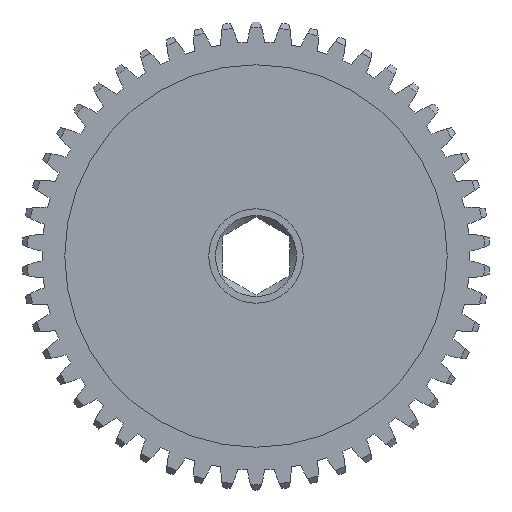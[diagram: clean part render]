
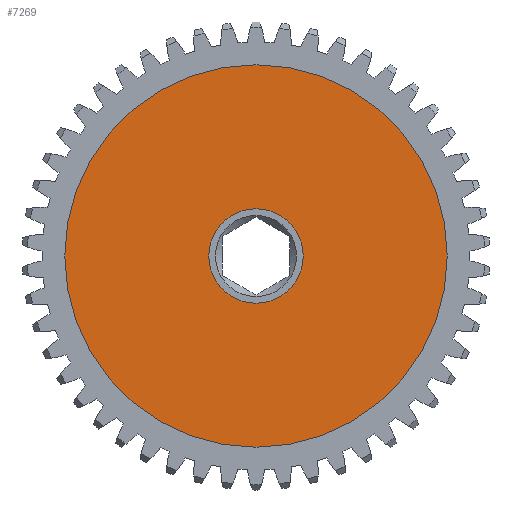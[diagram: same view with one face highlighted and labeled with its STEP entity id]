
A CAD part, left-side view. The second image highlights one B-rep face of the part: STEP entity #7269.
In plain terms, the highlighted planar face has unit normal (-1, 0, 0).
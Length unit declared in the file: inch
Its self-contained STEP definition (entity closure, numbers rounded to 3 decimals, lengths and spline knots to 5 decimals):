
#167 = DIRECTION ( 'NONE',  ( 0., 0., -1. ) ) ;
#673 = EDGE_CURVE ( 'NONE', #11544, #2632, #9375, .T. ) ;
#681 = CARTESIAN_POINT ( 'NONE',  ( 0.1375, 0., -1.0625 ) ) ;
#1166 = EDGE_CURVE ( 'NONE', #5887, #2911, #5222, .T. ) ;
#1175 = EDGE_LOOP ( 'NONE', ( #10285, #7683 ) ) ;
#1332 = CARTESIAN_POINT ( 'NONE',  ( 0.1375, 0., 0. ) ) ;
#1443 = PLANE ( 'NONE',  #10678 ) ;
#1666 = CIRCLE ( 'NONE', #2240, 0.2625 ) ;
#1811 = ORIENTED_EDGE ( 'NONE', *, *, #673, .F. ) ;
#2240 = AXIS2_PLACEMENT_3D ( 'NONE', #2413, #4344, #2534 ) ;
#2413 = CARTESIAN_POINT ( 'NONE',  ( 0.1375, 0., 0. ) ) ;
#2534 = DIRECTION ( 'NONE',  ( 0., 0., -1. ) ) ;
#2632 = VERTEX_POINT ( 'NONE', #681 ) ;
#2911 = VERTEX_POINT ( 'NONE', #3188 ) ;
#3028 = EDGE_CURVE ( 'NONE', #2911, #5887, #1666, .T. ) ;
#3033 = DIRECTION ( 'NONE',  ( 1., 0., 0. ) ) ;
#3188 = CARTESIAN_POINT ( 'NONE',  ( 0.1375, 0., -0.2625 ) ) ;
#3656 = DIRECTION ( 'NONE',  ( 1., 0., 0. ) ) ;
#4142 = DIRECTION ( 'NONE',  ( 1., 0., 0. ) ) ;
#4344 = DIRECTION ( 'NONE',  ( 1., 0., 0. ) ) ;
#4562 = CARTESIAN_POINT ( 'NONE',  ( 0.1375, 0., 0. ) ) ;
#5222 = CIRCLE ( 'NONE', #10250, 0.2625 ) ;
#5602 = DIRECTION ( 'NONE',  ( 0., 0., -1. ) ) ;
#5670 = CIRCLE ( 'NONE', #8641, 1.0625 ) ;
#5823 = FACE_OUTER_BOUND ( 'NONE', #7048, .T. ) ;
#5887 = VERTEX_POINT ( 'NONE', #6903 ) ;
#6239 = DIRECTION ( 'NONE',  ( 1., 0., 0. ) ) ;
#6582 = DIRECTION ( 'NONE',  ( 0., 0., -1. ) ) ;
#6903 = CARTESIAN_POINT ( 'NONE',  ( 0.1375, 0., 0.2625 ) ) ;
#7048 = EDGE_LOOP ( 'NONE', ( #1811, #11467 ) ) ;
#7116 = EDGE_CURVE ( 'NONE', #2632, #11544, #5670, .T. ) ;
#7269 = ADVANCED_FACE ( 'NONE', ( #5823, #9395 ), #1443, .F. ) ;
#7308 = AXIS2_PLACEMENT_3D ( 'NONE', #11470, #3656, #9828 ) ;
#7683 = ORIENTED_EDGE ( 'NONE', *, *, #1166, .T. ) ;
#8641 = AXIS2_PLACEMENT_3D ( 'NONE', #4562, #3033, #5602 ) ;
#8978 = CARTESIAN_POINT ( 'NONE',  ( 0.1375, 0., 0. ) ) ;
#9375 = CIRCLE ( 'NONE', #7308, 1.0625 ) ;
#9395 = FACE_BOUND ( 'NONE', #1175, .T. ) ;
#9828 = DIRECTION ( 'NONE',  ( 0., 0., -1. ) ) ;
#9886 = CARTESIAN_POINT ( 'NONE',  ( 0.1375, 0., 1.0625 ) ) ;
#10250 = AXIS2_PLACEMENT_3D ( 'NONE', #8978, #6239, #167 ) ;
#10285 = ORIENTED_EDGE ( 'NONE', *, *, #3028, .T. ) ;
#10678 = AXIS2_PLACEMENT_3D ( 'NONE', #1332, #4142, #6582 ) ;
#11467 = ORIENTED_EDGE ( 'NONE', *, *, #7116, .F. ) ;
#11470 = CARTESIAN_POINT ( 'NONE',  ( 0.1375, 0., 0. ) ) ;
#11544 = VERTEX_POINT ( 'NONE', #9886 ) ;
